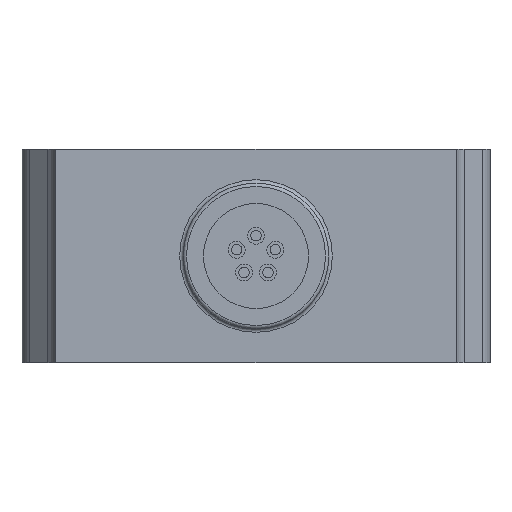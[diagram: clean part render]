
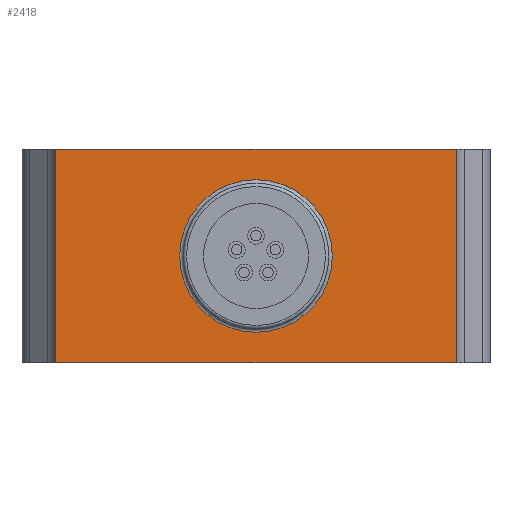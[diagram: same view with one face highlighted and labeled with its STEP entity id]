
A CAD part, front view. The second image highlights one B-rep face of the part: STEP entity #2418.
In plain terms, the highlighted planar face has unit normal (0, -1, 0).
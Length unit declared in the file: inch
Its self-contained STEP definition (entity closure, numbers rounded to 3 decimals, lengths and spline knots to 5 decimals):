
#60 = CARTESIAN_POINT ( 'NONE',  ( 0.59, -1.20438, -0.315 ) ) ;
#106 = ORIENTED_EDGE ( 'NONE', *, *, #1605, .T. ) ;
#164 = CARTESIAN_POINT ( 'NONE',  ( -0.59, -1.20438, -0.315 ) ) ;
#199 = CARTESIAN_POINT ( 'NONE',  ( -0.59, -1.20438, 0.315 ) ) ;
#339 = AXIS2_PLACEMENT_3D ( 'NONE', #1647, #1467, #2484 ) ;
#517 = DIRECTION ( 'NONE',  ( 0., 0., 1. ) ) ;
#519 = VECTOR ( 'NONE', #1481, 39.37008 ) ;
#568 = PLANE ( 'NONE',  #339 ) ;
#580 = LINE ( 'NONE', #199, #1801 ) ;
#595 = LINE ( 'NONE', #611, #519 ) ;
#611 = CARTESIAN_POINT ( 'NONE',  ( 0.59, -1.20438, 0.315 ) ) ;
#651 = VECTOR ( 'NONE', #2192, 39.37008 ) ;
#748 = CARTESIAN_POINT ( 'NONE',  ( 0., -1.20438, 0. ) ) ;
#779 = ORIENTED_EDGE ( 'NONE', *, *, #1491, .F. ) ;
#851 = VERTEX_POINT ( 'NONE', #60 ) ;
#940 = DIRECTION ( 'NONE',  ( 1., 0., 0. ) ) ;
#979 = CARTESIAN_POINT ( 'NONE',  ( -0.59, -1.20438, 0.315 ) ) ;
#1110 = LINE ( 'NONE', #1954, #1835 ) ;
#1165 = ORIENTED_EDGE ( 'NONE', *, *, #1650, .T. ) ;
#1219 = VERTEX_POINT ( 'NONE', #2251 ) ;
#1251 = EDGE_LOOP ( 'NONE', ( #106, #1317, #779, #1637 ) ) ;
#1263 = VERTEX_POINT ( 'NONE', #164 ) ;
#1317 = ORIENTED_EDGE ( 'NONE', *, *, #1457, .F. ) ;
#1457 = EDGE_CURVE ( 'NONE', #1219, #851, #595, .T. ) ;
#1467 = DIRECTION ( 'NONE',  ( 0., 1., 0. ) ) ;
#1481 = DIRECTION ( 'NONE',  ( 0., 0., -1. ) ) ;
#1491 = EDGE_CURVE ( 'NONE', #1710, #1219, #580, .T. ) ;
#1605 = EDGE_CURVE ( 'NONE', #1263, #851, #1110, .T. ) ;
#1637 = ORIENTED_EDGE ( 'NONE', *, *, #1638, .T. ) ;
#1638 = EDGE_CURVE ( 'NONE', #1710, #1263, #1981, .T. ) ;
#1647 = CARTESIAN_POINT ( 'NONE',  ( -0.59, -1.20438, 0.315 ) ) ;
#1650 = EDGE_CURVE ( 'NONE', #2672, #2672, #2618, .T. ) ;
#1655 = AXIS2_PLACEMENT_3D ( 'NONE', #748, #2421, #517 ) ;
#1710 = VERTEX_POINT ( 'NONE', #979 ) ;
#1801 = VECTOR ( 'NONE', #1883, 39.37008 ) ;
#1823 = CARTESIAN_POINT ( 'NONE',  ( 0., -1.20438, 0.225 ) ) ;
#1824 = CARTESIAN_POINT ( 'NONE',  ( -0.59, -1.20438, 0.315 ) ) ;
#1835 = VECTOR ( 'NONE', #940, 39.37008 ) ;
#1883 = DIRECTION ( 'NONE',  ( 1., 0., 0. ) ) ;
#1954 = CARTESIAN_POINT ( 'NONE',  ( -0.59, -1.20438, -0.315 ) ) ;
#1981 = LINE ( 'NONE', #1824, #651 ) ;
#2192 = DIRECTION ( 'NONE',  ( 0., 0., -1. ) ) ;
#2251 = CARTESIAN_POINT ( 'NONE',  ( 0.59, -1.20438, 0.315 ) ) ;
#2418 = ADVANCED_FACE ( 'NONE', ( #2692, #2723 ), #568, .F. ) ;
#2421 = DIRECTION ( 'NONE',  ( 0., 1., 0. ) ) ;
#2477 = EDGE_LOOP ( 'NONE', ( #1165 ) ) ;
#2484 = DIRECTION ( 'NONE',  ( 0., 0., 1. ) ) ;
#2618 = CIRCLE ( 'NONE', #1655, 0.225 ) ;
#2672 = VERTEX_POINT ( 'NONE', #1823 ) ;
#2692 = FACE_BOUND ( 'NONE', #2477, .T. ) ;
#2723 = FACE_OUTER_BOUND ( 'NONE', #1251, .T. ) ;
